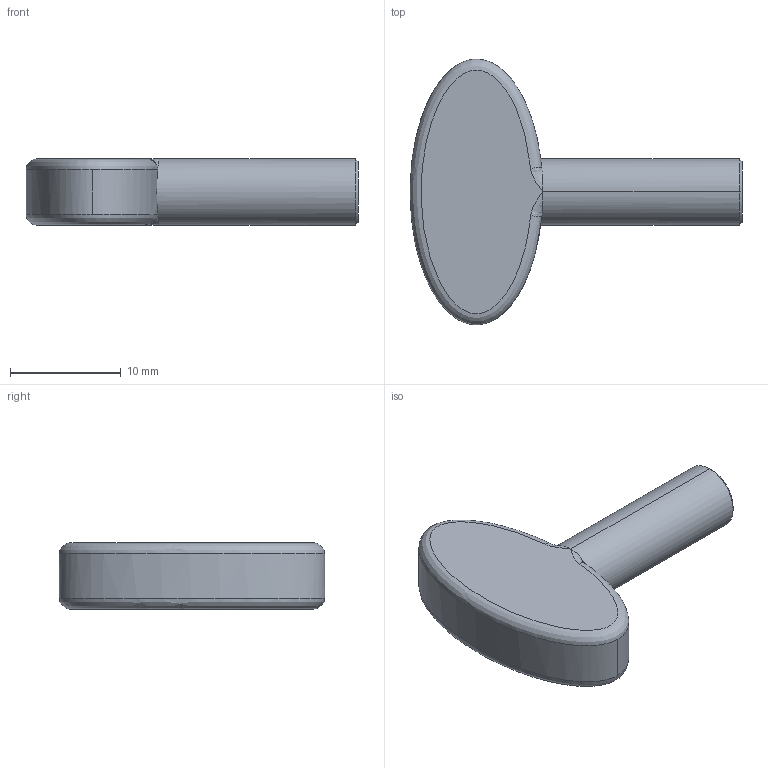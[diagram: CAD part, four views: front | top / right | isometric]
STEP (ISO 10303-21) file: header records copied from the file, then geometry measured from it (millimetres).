
FILE_DESCRIPTION (( 'STEP AP214' ), '1' );
FILE_NAME ('key.STEP', '2024-01-25T15:22:25', ( '' ), ( '' ), 'SwSTEP 2.0', 'SolidWorks 2023', '' );
FILE_SCHEMA (( 'AUTOMOTIVE_DESIGN' ));
Length unit declared in the file: millimetre
Products named in the file (1): key
Bounding box: 30 x 24 x 6 mm (x, y, z)
Volume: 1843.7 mm3; surface area: 1090.8 mm2
Topology: 1 solids, 1 shells, 16 faces, 36 edges, 18 vertices
Faces by surface type: bspline 9, plane 3, cone 2, cylinder 2
Entity records: 1416 total; most frequent: CARTESIAN_POINT 1128, ORIENTED_EDGE 64, DIRECTION 38, EDGE_CURVE 32, B_SPLINE_CURVE_WITH_KNOTS 18, VERTEX_POINT 18, ADVANCED_FACE 16, FACE_OUTER_BOUND 16
